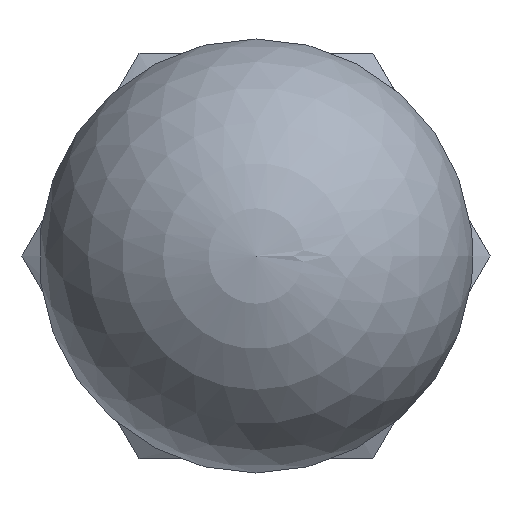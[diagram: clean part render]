
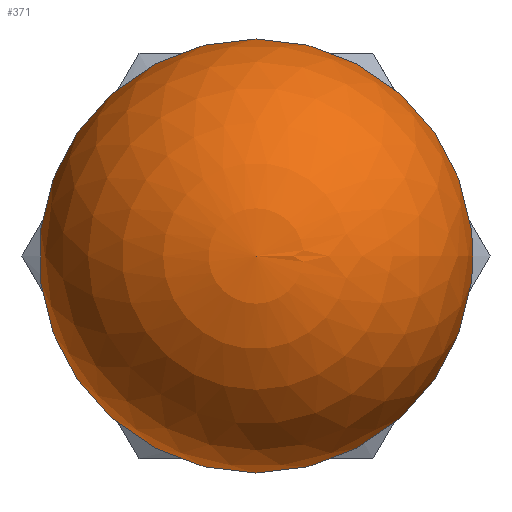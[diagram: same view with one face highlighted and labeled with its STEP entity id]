
A CAD part, left-side view. The second image highlights one B-rep face of the part: STEP entity #371.
In plain terms, the highlighted spherical face has radius 7.5 mm.
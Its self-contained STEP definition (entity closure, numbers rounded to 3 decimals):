
#15=SPHERICAL_SURFACE('',#431,7.5);
#65=FACE_OUTER_BOUND('',#92,.T.);
#92=EDGE_LOOP('',(#307,#308,#309,#310));
#137=CIRCLE('',#432,6.);
#138=CIRCLE('',#433,6.);
#139=CIRCLE('',#434,7.5);
#175=VERTEX_POINT('',#693);
#176=VERTEX_POINT('',#694);
#177=VERTEX_POINT('',#697);
#222=EDGE_CURVE('',#175,#176,#137,.T.);
#223=EDGE_CURVE('',#176,#175,#138,.T.);
#224=EDGE_CURVE('',#177,#175,#139,.T.);
#307=ORIENTED_EDGE('',*,*,#222,.T.);
#308=ORIENTED_EDGE('',*,*,#223,.T.);
#309=ORIENTED_EDGE('',*,*,#224,.F.);
#310=ORIENTED_EDGE('',*,*,#224,.T.);
#371=ADVANCED_FACE('',(#65),#15,.T.);
#431=AXIS2_PLACEMENT_3D('',#692,#516,#517);
#432=AXIS2_PLACEMENT_3D('',#695,#518,#519);
#433=AXIS2_PLACEMENT_3D('',#696,#520,#521);
#434=AXIS2_PLACEMENT_3D('',#698,#522,#523);
#516=DIRECTION('center_axis',(-1.,0.,0.));
#517=DIRECTION('ref_axis',(0.,1.,0.));
#518=DIRECTION('center_axis',(-1.,0.,0.));
#519=DIRECTION('ref_axis',(0.,0.,1.));
#520=DIRECTION('center_axis',(-1.,0.,0.));
#521=DIRECTION('ref_axis',(0.,0.,1.));
#522=DIRECTION('center_axis',(0.,0.,1.));
#523=DIRECTION('ref_axis',(0.,-1.,0.));
#692=CARTESIAN_POINT('Origin',(0.,0.,
0.));
#693=CARTESIAN_POINT('',(4.5,-6.,0.));
#694=CARTESIAN_POINT('',(4.5,0.,-6.));
#695=CARTESIAN_POINT('Origin',(4.5,0.,0.));
#696=CARTESIAN_POINT('Origin',(4.5,0.,0.));
#697=CARTESIAN_POINT('',(-7.5,0.,0.));
#698=CARTESIAN_POINT('Origin',(0.,0.,
0.));
